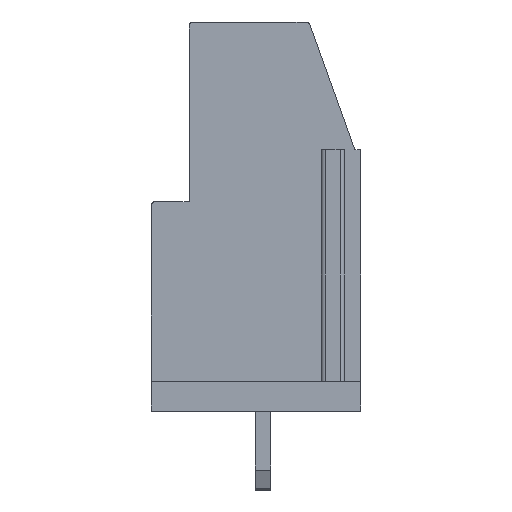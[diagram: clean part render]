
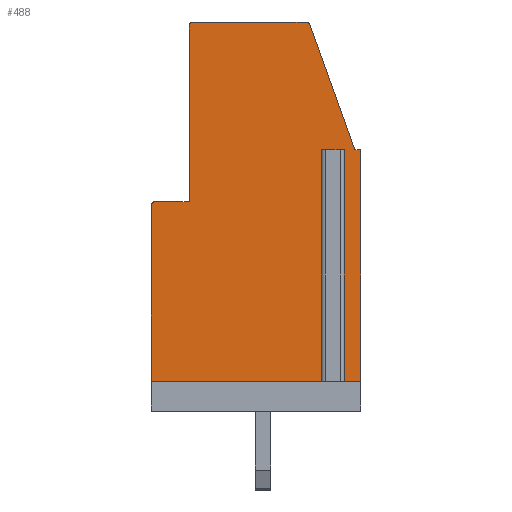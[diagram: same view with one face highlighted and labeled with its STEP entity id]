
A CAD part, left-side view. The second image highlights one B-rep face of the part: STEP entity #488.
In plain terms, the highlighted planar face has unit normal (-1, 0, 0).
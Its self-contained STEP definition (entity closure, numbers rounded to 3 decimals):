
#488=ADVANCED_FACE('',(#3178),#3180,.T.);
#3178=FACE_BOUND('',#3179,.T.);
#3179=EDGE_LOOP('',(#5422,#5423,#5424,#5425,#5426,#5427,#5428,#5429,#5430,#5431,
#5432,#5433,#5434,#5435,#5436));
#3180=PLANE('',#3181);
#3181=AXIS2_PLACEMENT_3D('',#3182,#3183,#3184);
#3182=CARTESIAN_POINT('',(-2.5,0.,0.));
#3183=DIRECTION('',(-1.,0.,0.));
#3184=DIRECTION('',(0.,0.,-1.));
#5422=ORIENTED_EDGE('',*,*,#6888,.F.);
#5423=ORIENTED_EDGE('',*,*,#6889,.F.);
#5424=ORIENTED_EDGE('',*,*,#6890,.F.);
#5425=ORIENTED_EDGE('',*,*,#6781,.T.);
#5426=ORIENTED_EDGE('',*,*,#6875,.T.);
#5427=ORIENTED_EDGE('',*,*,#6891,.T.);
#5428=ORIENTED_EDGE('',*,*,#6892,.T.);
#5429=ORIENTED_EDGE('',*,*,#6893,.T.);
#5430=ORIENTED_EDGE('',*,*,#6894,.T.);
#5431=ORIENTED_EDGE('',*,*,#6895,.T.);
#5432=ORIENTED_EDGE('',*,*,#6896,.T.);
#5433=ORIENTED_EDGE('',*,*,#6897,.T.);
#5434=ORIENTED_EDGE('',*,*,#6898,.T.);
#5435=ORIENTED_EDGE('',*,*,#6899,.T.);
#5436=ORIENTED_EDGE('',*,*,#6787,.T.);
#6781=EDGE_CURVE('',#7537,#7535,#7538,.T.);
#6787=EDGE_CURVE('',#7549,#7547,#7550,.T.);
#6875=EDGE_CURVE('',#7535,#7717,#7719,.T.);
#6888=EDGE_CURVE('',#7744,#7547,#7745,.T.);
#6889=EDGE_CURVE('',#7746,#7744,#7747,.F.);
#6890=EDGE_CURVE('',#7537,#7746,#7748,.T.);
#6891=EDGE_CURVE('',#7717,#7749,#7750,.T.);
#6892=EDGE_CURVE('',#7749,#7751,#7752,.T.);
#6893=EDGE_CURVE('',#7751,#7753,#7754,.T.);
#6894=EDGE_CURVE('',#7753,#7755,#7756,.T.);
#6895=EDGE_CURVE('',#7755,#7757,#7758,.T.);
#6896=EDGE_CURVE('',#7757,#7759,#7760,.T.);
#6897=EDGE_CURVE('',#7759,#7761,#7762,.T.);
#6898=EDGE_CURVE('',#7761,#7763,#7764,.T.);
#6899=EDGE_CURVE('',#7763,#7549,#7765,.T.);
#7535=VERTEX_POINT('',#8767);
#7537=VERTEX_POINT('',#8771);
#7538=LINE('',#8772,#8773);
#7547=VERTEX_POINT('',#8793);
#7549=VERTEX_POINT('',#8797);
#7550=LINE('',#8798,#8799);
#7717=VERTEX_POINT('',#9148);
#7719=LINE('',#9152,#9153);
#7744=VERTEX_POINT('',#9203);
#7745=LINE('',#9204,#9205);
#7746=VERTEX_POINT('',#9207);
#7747=LINE('',#9208,#9209);
#7748=LINE('',#9211,#9212);
#7749=VERTEX_POINT('',#9214);
#7750=LINE('',#9215,#9216);
#7751=VERTEX_POINT('',#9218);
#7752=LINE('',#9219,#9220);
#7753=VERTEX_POINT('',#9222);
#7754=CIRCLE('',#9223,0.2);
#7755=VERTEX_POINT('',#9227);
#7756=LINE('',#9228,#9229);
#7757=VERTEX_POINT('',#9231);
#7758=CIRCLE('',#9232,0.2);
#7759=VERTEX_POINT('',#9236);
#7760=LINE('',#9237,#9238);
#7761=VERTEX_POINT('',#9240);
#7762=LINE('',#9241,#9242);
#7763=VERTEX_POINT('',#9244);
#7764=CIRCLE('',#9245,0.2);
#7765=LINE('',#9249,#9250);
#8767=CARTESIAN_POINT('',(-2.5,-4.9,1.5));
#8771=CARTESIAN_POINT('',(-2.5,-3.925,1.5));
#8772=CARTESIAN_POINT('',(-2.5,-3.925,1.5));
#8773=VECTOR('',#8774,1.);
#8774=DIRECTION('',(0.,-1.,0.));
#8793=CARTESIAN_POINT('',(-2.5,-3.075,1.5));
#8797=CARTESIAN_POINT('',(-2.5,5.6,1.5));
#8798=CARTESIAN_POINT('',(-2.5,5.6,1.5));
#8799=VECTOR('',#8800,1.);
#8800=DIRECTION('',(0.,-1.,0.));
#9148=CARTESIAN_POINT('',(-2.5,-4.9,13.1));
#9152=CARTESIAN_POINT('',(-2.5,-4.9,1.5));
#9153=VECTOR('',#9154,1.);
#9154=DIRECTION('',(0.,0.,1.));
#9203=CARTESIAN_POINT('',(-2.5,-3.075,13.1));
#9204=CARTESIAN_POINT('',(-2.5,-3.075,13.1));
#9205=VECTOR('',#9206,1.);
#9206=DIRECTION('',(0.,0.,-1.));
#9207=CARTESIAN_POINT('',(-2.5,-3.925,13.1));
#9208=CARTESIAN_POINT('',(-2.5,-3.075,13.1));
#9209=VECTOR('',#9210,1.);
#9210=DIRECTION('',(0.,-1.,0.));
#9211=CARTESIAN_POINT('',(-2.5,-3.925,1.5));
#9212=VECTOR('',#9213,1.);
#9213=DIRECTION('',(0.,0.,1.));
#9214=CARTESIAN_POINT('',(-2.5,-4.6,13.1));
#9215=CARTESIAN_POINT('',(-2.5,-4.9,13.1));
#9216=VECTOR('',#9217,1.);
#9217=DIRECTION('',(0.,1.,0.));
#9218=CARTESIAN_POINT('',(-2.5,-2.348,19.368));
#9219=CARTESIAN_POINT('',(-2.5,-4.6,13.1));
#9220=VECTOR('',#9221,1.);
#9221=DIRECTION('',(0.,0.338,0.941));
#9222=CARTESIAN_POINT('',(-2.5,-2.159,19.5));
#9223=AXIS2_PLACEMENT_3D('',#9224,#9225,#9226);
#9224=CARTESIAN_POINT('',(-2.5,-2.159,19.3));
#9225=DIRECTION('',(-1.,-0.,-0.));
#9226=DIRECTION('',(0.,-0.941,0.338));
#9227=CARTESIAN_POINT('',(-2.5,3.5,19.5));
#9228=CARTESIAN_POINT('',(-2.5,-2.159,19.5));
#9229=VECTOR('',#9230,1.);
#9230=DIRECTION('',(0.,1.,0.));
#9231=CARTESIAN_POINT('',(-2.5,3.7,19.3));
#9232=AXIS2_PLACEMENT_3D('',#9233,#9234,#9235);
#9233=CARTESIAN_POINT('',(-2.5,3.5,19.3));
#9234=DIRECTION('',(-1.,-0.,-0.));
#9235=DIRECTION('',(0.,0.,1.));
#9236=CARTESIAN_POINT('',(-2.5,3.7,10.5));
#9237=CARTESIAN_POINT('',(-2.5,3.7,19.3));
#9238=VECTOR('',#9239,1.);
#9239=DIRECTION('',(0.,0.,-1.));
#9240=CARTESIAN_POINT('',(-2.5,5.4,10.5));
#9241=CARTESIAN_POINT('',(-2.5,3.7,10.5));
#9242=VECTOR('',#9243,1.);
#9243=DIRECTION('',(0.,1.,0.));
#9244=CARTESIAN_POINT('',(-2.5,5.6,10.3));
#9245=AXIS2_PLACEMENT_3D('',#9246,#9247,#9248);
#9246=CARTESIAN_POINT('',(-2.5,5.4,10.3));
#9247=DIRECTION('',(-1.,-0.,-0.));
#9248=DIRECTION('',(0.,0.,1.));
#9249=CARTESIAN_POINT('',(-2.5,5.6,10.3));
#9250=VECTOR('',#9251,1.);
#9251=DIRECTION('',(0.,0.,-1.));
